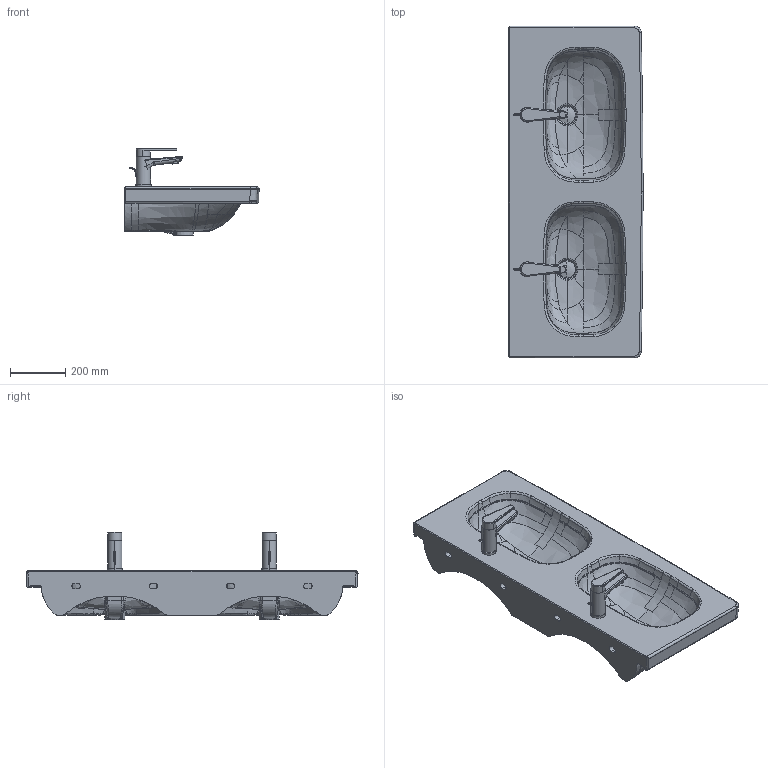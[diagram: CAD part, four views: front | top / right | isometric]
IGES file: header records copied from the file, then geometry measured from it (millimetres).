
Global section: file name: No Iges File Name specified; native system: Autodesk Inventor 2011; preprocessor: AutoDesk Inventor Iges Exporter R2011; author: Administrator; date: 20121015.140546; units: millimetre
Bounding box: 485 x 1200.2 x 317 mm (x, y, z)
Volume: 37002539.5 mm3; surface area: 2081035.9 mm2
Topology: 15 solids, 15 shells, 1077 faces, 2671 edges, 1600 vertices
Faces by surface type: bspline 672, cylinder 134, plane 121, revolution 74, torus 44, sphere 20, cone 12
